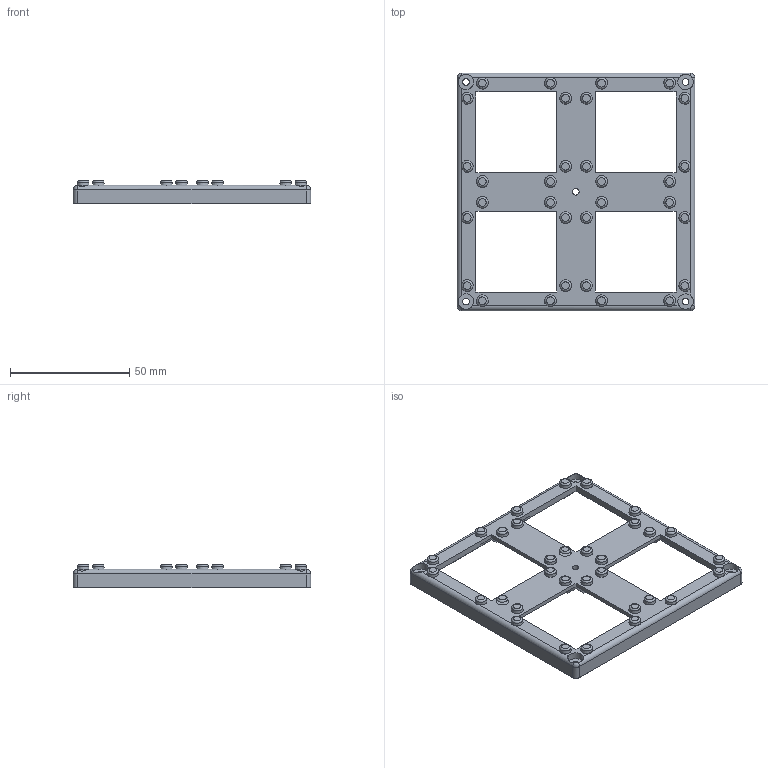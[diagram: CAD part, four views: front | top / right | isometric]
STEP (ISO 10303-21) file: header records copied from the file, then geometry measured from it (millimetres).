
FILE_DESCRIPTION(/* description */ (''),/* implementation_level */ '2;1');
FILE_NAME(/* name */ '30_Cube_Insert_Filter_Revolver_Lid.ipt.step',/* time_stamp */ '2022-11-29T08:17:02+01:00',/* author */ ('diederichbenedict'),/* organization */ (''),/* preprocessor_version */ 'ST-DEVELOPER v18.1',/* originating_system */ 'Autodesk Inventor 2022',/* authorisation */ '');
FILE_SCHEMA (('AUTOMOTIVE_DESIGN { 1 0 10303 214 3 1 1 }'));
Length unit declared in the file: millimetre
Products named in the file (1): 30_Cube_Insert_Filter_Revolver_Lid
Bounding box: 99.81 x 99.81 x 9.7 mm (x, y, z)
Volume: 22986.3 mm3; surface area: 17137.7 mm2
Topology: 1 solids, 1 shells, 265 faces, 650 edges, 400 vertices
Faces by surface type: plane 143, cone 44, cylinder 42, torus 32, sphere 4
Full cylindrical faces by diameter (mm): 2.8 x5, 6.5 x4, 16.86 x1
Entity records: 8017 total; most frequent: CARTESIAN_POINT 1494, DIRECTION 1458, ORIENTED_EDGE 1300, EDGE_CURVE 650, AXIS2_PLACEMENT_3D 560, VERTEX_POINT 400, LINE 338, VECTOR 338
